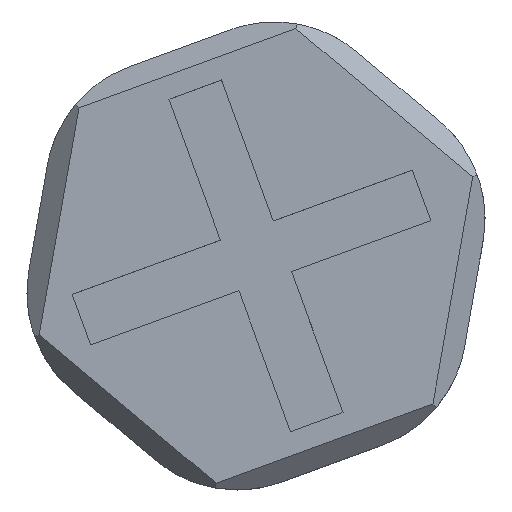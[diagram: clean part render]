
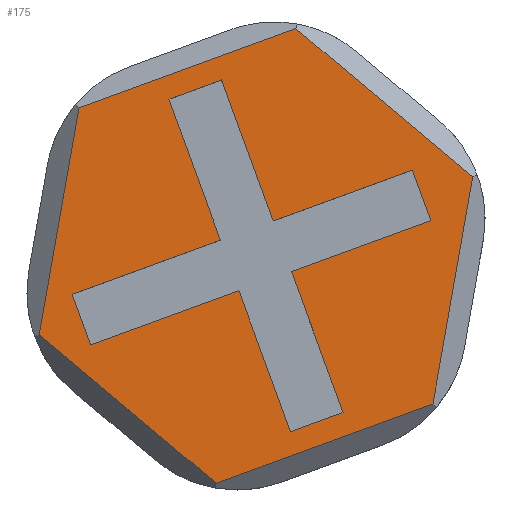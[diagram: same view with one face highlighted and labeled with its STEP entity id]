
A CAD part, top view. The second image highlights one B-rep face of the part: STEP entity #175.
In plain terms, the highlighted planar face has unit normal (0, 0, 1).
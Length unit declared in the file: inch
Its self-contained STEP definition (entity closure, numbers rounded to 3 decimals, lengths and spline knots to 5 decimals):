
#115 = EDGE_CURVE ( 'NONE', #162, #172, #542, .T. ) ;
#117 = EDGE_CURVE ( 'NONE', #172, #122, #538, .T. ) ;
#122 = VERTEX_POINT ( 'NONE', #524 ) ;
#125 = EDGE_CURVE ( 'NONE', #148, #144, #523, .T. ) ;
#130 = VERTEX_POINT ( 'NONE', #645 ) ;
#142 = EDGE_CURVE ( 'NONE', #144, #130, #636, .T. ) ;
#144 = VERTEX_POINT ( 'NONE', #626 ) ;
#148 = VERTEX_POINT ( 'NONE', #480 ) ;
#152 = EDGE_CURVE ( 'NONE', #122, #148, #473, .T. ) ;
#162 = VERTEX_POINT ( 'NONE', #453 ) ;
#164 = EDGE_CURVE ( 'NONE', #340, #162, #452, .T. ) ;
#172 = VERTEX_POINT ( 'NONE', #571 ) ;
#175 = ADVANCED_FACE ( 'NONE', ( #570, #569 ), #568, .T. ) ;
#176 = EDGE_LOOP ( 'NONE', ( #177, #346, #347, #210, #369, #370, #344, #345, #352, #353, #348, #349 ) ) ;
#177 = ORIENTED_EDGE ( 'NONE', *, *, #192, .T. ) ;
#181 = EDGE_CURVE ( 'NONE', #191, #294, #563, .T. ) ;
#182 = VERTEX_POINT ( 'NONE', #559 ) ;
#184 = EDGE_CURVE ( 'NONE', #130, #182, #558, .T. ) ;
#191 = VERTEX_POINT ( 'NONE', #705 ) ;
#192 = EDGE_CURVE ( 'NONE', #182, #191, #704, .T. ) ;
#203 = EDGE_CURVE ( 'NONE', #204, #205, #492, .T. ) ;
#204 = VERTEX_POINT ( 'NONE', #488 ) ;
#205 = VERTEX_POINT ( 'NONE', #487 ) ;
#206 = ORIENTED_EDGE ( 'NONE', *, *, #207, .F. ) ;
#207 = EDGE_CURVE ( 'NONE', #208, #204, #485, .T. ) ;
#208 = VERTEX_POINT ( 'NONE', #839 ) ;
#209 = ORIENTED_EDGE ( 'NONE', *, *, #298, .F. ) ;
#210 = ORIENTED_EDGE ( 'NONE', *, *, #285, .T. ) ;
#240 = VERTEX_POINT ( 'NONE', #922 ) ;
#283 = VERTEX_POINT ( 'NONE', #885 ) ;
#285 = EDGE_CURVE ( 'NONE', #240, #283, #884, .T. ) ;
#294 = VERTEX_POINT ( 'NONE', #813 ) ;
#298 = EDGE_CURVE ( 'NONE', #299, #208, #808, .T. ) ;
#299 = VERTEX_POINT ( 'NONE', #795 ) ;
#300 = ORIENTED_EDGE ( 'NONE', *, *, #301, .F. ) ;
#301 = EDGE_CURVE ( 'NONE', #302, #299, #794, .T. ) ;
#302 = VERTEX_POINT ( 'NONE', #790 ) ;
#303 = ORIENTED_EDGE ( 'NONE', *, *, #304, .F. ) ;
#304 = EDGE_CURVE ( 'NONE', #305, #302, #789, .T. ) ;
#305 = VERTEX_POINT ( 'NONE', #785 ) ;
#306 = EDGE_CURVE ( 'NONE', #294, #240, #784, .T. ) ;
#340 = VERTEX_POINT ( 'NONE', #1027 ) ;
#342 = EDGE_CURVE ( 'NONE', #283, #340, #1026, .T. ) ;
#344 = ORIENTED_EDGE ( 'NONE', *, *, #115, .T. ) ;
#345 = ORIENTED_EDGE ( 'NONE', *, *, #117, .T. ) ;
#346 = ORIENTED_EDGE ( 'NONE', *, *, #181, .T. ) ;
#347 = ORIENTED_EDGE ( 'NONE', *, *, #306, .T. ) ;
#348 = ORIENTED_EDGE ( 'NONE', *, *, #142, .T. ) ;
#349 = ORIENTED_EDGE ( 'NONE', *, *, #184, .T. ) ;
#350 = EDGE_LOOP ( 'NONE', ( #351, #206, #209, #300, #303, #354 ) ) ;
#351 = ORIENTED_EDGE ( 'NONE', *, *, #203, .F. ) ;
#352 = ORIENTED_EDGE ( 'NONE', *, *, #152, .T. ) ;
#353 = ORIENTED_EDGE ( 'NONE', *, *, #125, .T. ) ;
#354 = ORIENTED_EDGE ( 'NONE', *, *, #355, .F. ) ;
#355 = EDGE_CURVE ( 'NONE', #205, #305, #1017, .T. ) ;
#369 = ORIENTED_EDGE ( 'NONE', *, *, #342, .T. ) ;
#370 = ORIENTED_EDGE ( 'NONE', *, *, #164, .T. ) ;
#449 = DIRECTION ( 'NONE',  ( 1., 0., 0. ) ) ;
#450 = VECTOR ( 'NONE', #449, 39.37008 ) ;
#451 = CARTESIAN_POINT ( 'NONE',  ( 0., 0.21848, 0.125 ) ) ;
#452 = LINE ( 'NONE', #451, #450 ) ;
#453 = CARTESIAN_POINT ( 'NONE',  ( 0.03169, 0.21848, 0.125 ) ) ;
#470 = DIRECTION ( 'NONE',  ( 0., -1., 0. ) ) ;
#471 = VECTOR ( 'NONE', #470, 39.37008 ) ;
#472 = CARTESIAN_POINT ( 'NONE',  ( 0.20799, 0., 0.125 ) ) ;
#473 = LINE ( 'NONE', #472, #471 ) ;
#480 = CARTESIAN_POINT ( 'NONE',  ( 0.20799, -0.0329, 0.125 ) ) ;
#482 = DIRECTION ( 'NONE',  ( 0.866, -0.5, 0. ) ) ;
#483 = VECTOR ( 'NONE', #482, 39.37008 ) ;
#484 = CARTESIAN_POINT ( 'NONE',  ( 0.1174, 0.20335, 0.125 ) ) ;
#485 = LINE ( 'NONE', #484, #483 ) ;
#487 = CARTESIAN_POINT ( 'NONE',  ( 0.23481, -0.13557, 0.125 ) ) ;
#488 = CARTESIAN_POINT ( 'NONE',  ( 0.23481, 0.13557, 0.125 ) ) ;
#489 = DIRECTION ( 'NONE',  ( 0., -1., 0. ) ) ;
#490 = VECTOR ( 'NONE', #489, 39.37008 ) ;
#491 = CARTESIAN_POINT ( 'NONE',  ( 0.23481, 0., 0.125 ) ) ;
#492 = LINE ( 'NONE', #491, #490 ) ;
#520 = DIRECTION ( 'NONE',  ( -1., 0., 0. ) ) ;
#521 = VECTOR ( 'NONE', #520, 39.37008 ) ;
#522 = CARTESIAN_POINT ( 'NONE',  ( 0., -0.0329, 0.125 ) ) ;
#523 = LINE ( 'NONE', #522, #521 ) ;
#524 = CARTESIAN_POINT ( 'NONE',  ( 0.20799, 0.0329, 0.125 ) ) ;
#535 = DIRECTION ( 'NONE',  ( 1., 0., 0. ) ) ;
#536 = VECTOR ( 'NONE', #535, 39.37008 ) ;
#537 = CARTESIAN_POINT ( 'NONE',  ( 0., 0.0329, 0.125 ) ) ;
#538 = LINE ( 'NONE', #537, #536 ) ;
#539 = DIRECTION ( 'NONE',  ( 0., -1., 0. ) ) ;
#540 = VECTOR ( 'NONE', #539, 39.37008 ) ;
#541 = CARTESIAN_POINT ( 'NONE',  ( 0.03169, 0., 0.125 ) ) ;
#542 = LINE ( 'NONE', #541, #540 ) ;
#555 = DIRECTION ( 'NONE',  ( -1., 0., 0. ) ) ;
#556 = VECTOR ( 'NONE', #555, 39.37008 ) ;
#557 = CARTESIAN_POINT ( 'NONE',  ( 0., -0.20716, 0.125 ) ) ;
#558 = LINE ( 'NONE', #557, #556 ) ;
#559 = CARTESIAN_POINT ( 'NONE',  ( -0.03169, -0.20716, 0.125 ) ) ;
#560 = DIRECTION ( 'NONE',  ( -1., 0., 0. ) ) ;
#561 = VECTOR ( 'NONE', #560, 39.37008 ) ;
#562 = CARTESIAN_POINT ( 'NONE',  ( 0., -0.0329, 0.125 ) ) ;
#563 = LINE ( 'NONE', #562, #561 ) ;
#564 = DIRECTION ( 'NONE',  ( 1., 0., 0. ) ) ;
#565 = DIRECTION ( 'NONE',  ( 0., 0., 1. ) ) ;
#566 = CARTESIAN_POINT ( 'NONE',  ( -0.23481, -0.27113, 0.125 ) ) ;
#567 = AXIS2_PLACEMENT_3D ( 'NONE', #566, #565, #564 ) ;
#568 = PLANE ( 'NONE',  #567 ) ;
#569 = FACE_OUTER_BOUND ( 'NONE', #350, .T. ) ;
#570 = FACE_BOUND ( 'NONE', #176, .T. ) ;
#571 = CARTESIAN_POINT ( 'NONE',  ( 0.03169, 0.0329, 0.125 ) ) ;
#626 = CARTESIAN_POINT ( 'NONE',  ( 0.03169, -0.0329, 0.125 ) ) ;
#633 = DIRECTION ( 'NONE',  ( 0., -1., 0. ) ) ;
#634 = VECTOR ( 'NONE', #633, 39.37008 ) ;
#635 = CARTESIAN_POINT ( 'NONE',  ( 0.03169, 0., 0.125 ) ) ;
#636 = LINE ( 'NONE', #635, #634 ) ;
#645 = CARTESIAN_POINT ( 'NONE',  ( 0.03169, -0.20716, 0.125 ) ) ;
#701 = DIRECTION ( 'NONE',  ( 0., 1., 0. ) ) ;
#702 = VECTOR ( 'NONE', #701, 39.37008 ) ;
#703 = CARTESIAN_POINT ( 'NONE',  ( -0.03169, 0., 0.125 ) ) ;
#704 = LINE ( 'NONE', #703, #702 ) ;
#705 = CARTESIAN_POINT ( 'NONE',  ( -0.03169, -0.0329, 0.125 ) ) ;
#781 = DIRECTION ( 'NONE',  ( 0., 1., 0. ) ) ;
#782 = VECTOR ( 'NONE', #781, 39.37008 ) ;
#783 = CARTESIAN_POINT ( 'NONE',  ( -0.20799, 0., 0.125 ) ) ;
#784 = LINE ( 'NONE', #783, #782 ) ;
#785 = CARTESIAN_POINT ( 'NONE',  ( 0., -0.27113, 0.125 ) ) ;
#786 = DIRECTION ( 'NONE',  ( -0.866, 0.5, 0. ) ) ;
#787 = VECTOR ( 'NONE', #786, 39.37008 ) ;
#788 = CARTESIAN_POINT ( 'NONE',  ( -0.1174, -0.20335, 0.125 ) ) ;
#789 = LINE ( 'NONE', #788, #787 ) ;
#790 = CARTESIAN_POINT ( 'NONE',  ( -0.23481, -0.13557, 0.125 ) ) ;
#791 = DIRECTION ( 'NONE',  ( 0., 1., 0. ) ) ;
#792 = VECTOR ( 'NONE', #791, 39.37008 ) ;
#793 = CARTESIAN_POINT ( 'NONE',  ( -0.23481, 0., 0.125 ) ) ;
#794 = LINE ( 'NONE', #793, #792 ) ;
#795 = CARTESIAN_POINT ( 'NONE',  ( -0.23481, 0.13557, 0.125 ) ) ;
#805 = DIRECTION ( 'NONE',  ( 0.866, 0.5, 0. ) ) ;
#806 = VECTOR ( 'NONE', #805, 39.37008 ) ;
#807 = CARTESIAN_POINT ( 'NONE',  ( -0.1174, 0.20335, 0.125 ) ) ;
#808 = LINE ( 'NONE', #807, #806 ) ;
#813 = CARTESIAN_POINT ( 'NONE',  ( -0.20799, -0.0329, 0.125 ) ) ;
#839 = CARTESIAN_POINT ( 'NONE',  ( 0., 0.27113, 0.125 ) ) ;
#881 = DIRECTION ( 'NONE',  ( 1., 0., 0. ) ) ;
#882 = VECTOR ( 'NONE', #881, 39.37008 ) ;
#883 = CARTESIAN_POINT ( 'NONE',  ( 0., 0.0329, 0.125 ) ) ;
#884 = LINE ( 'NONE', #883, #882 ) ;
#885 = CARTESIAN_POINT ( 'NONE',  ( -0.03169, 0.0329, 0.125 ) ) ;
#922 = CARTESIAN_POINT ( 'NONE',  ( -0.20799, 0.0329, 0.125 ) ) ;
#1014 = DIRECTION ( 'NONE',  ( -0.866, -0.5, 0. ) ) ;
#1015 = VECTOR ( 'NONE', #1014, 39.37008 ) ;
#1016 = CARTESIAN_POINT ( 'NONE',  ( 0.1174, -0.20335, 0.125 ) ) ;
#1017 = LINE ( 'NONE', #1016, #1015 ) ;
#1023 = DIRECTION ( 'NONE',  ( 0., 1., 0. ) ) ;
#1024 = VECTOR ( 'NONE', #1023, 39.37008 ) ;
#1025 = CARTESIAN_POINT ( 'NONE',  ( -0.03169, 0., 0.125 ) ) ;
#1026 = LINE ( 'NONE', #1025, #1024 ) ;
#1027 = CARTESIAN_POINT ( 'NONE',  ( -0.03169, 0.21848, 0.125 ) ) ;
